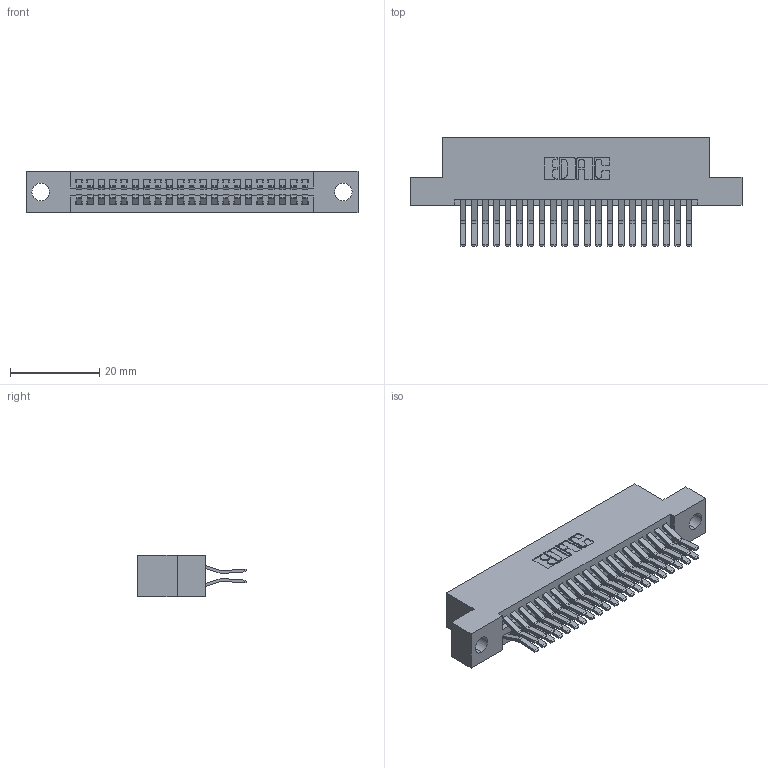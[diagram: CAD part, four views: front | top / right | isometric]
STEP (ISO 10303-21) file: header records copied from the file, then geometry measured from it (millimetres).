
FILE_DESCRIPTION (( 'STEP AP203' ), '1' );
FILE_NAME ('395-042-560-204.STEP', '2021-06-16T22:28:15', ( '' ), ( '' ), 'SwSTEP 2.0', 'SolidWorks 2020', '' );
FILE_SCHEMA (( 'CONFIG_CONTROL_DESIGN' ));
Length unit declared in the file: inch
Products named in the file (3): 345 Part_Flush Mounting Lugs - 0.156 Dia-TI; 395-042-560-204; 345-292-001_560 Tail
Assembly tree (43 placements, depth 2):
  395-042-560-204
    345 Part_Flush Mounting Lugs - 0.156 Dia-TI
    345-292-001_560 Tail  x42
Bounding box: 74.55 x 24.45 x 9.4 mm (x, y, z)
Volume: 7216.2 mm3; surface area: 10819.6 mm2
Topology: 43 solids, 43 shells, 2324 faces, 6887 edges, 4534 vertices
Faces by surface type: plane 1480, cylinder 844
Entity records: 19811 total; most frequent: CARTESIAN_POINT 3346, ORIENTED_EDGE 3278, DIRECTION 2979, EDGE_CURVE 1639, LINE 1419, VECTOR 1419, VERTEX_POINT 1090, AXIS2_PLACEMENT_3D 780
